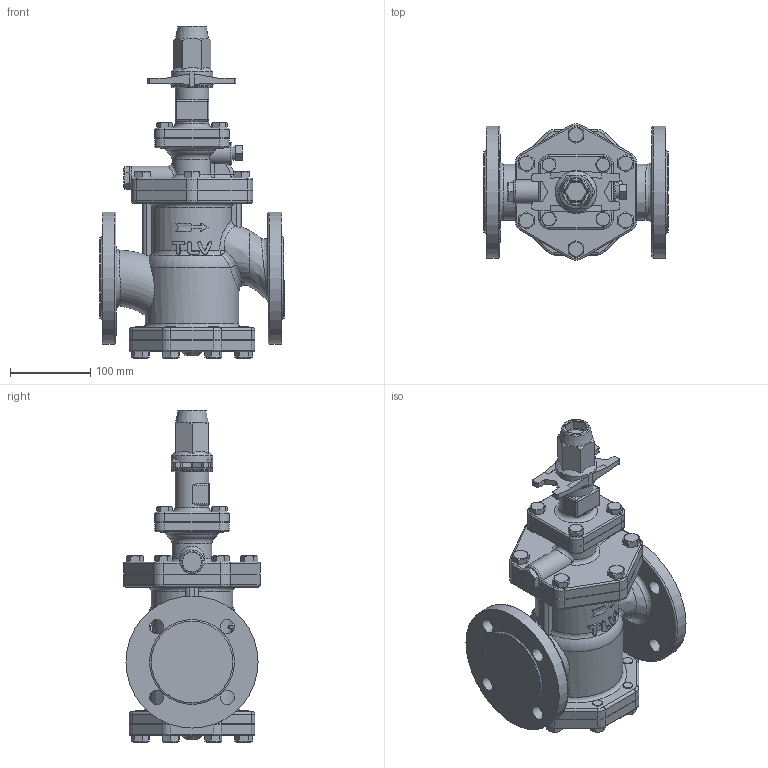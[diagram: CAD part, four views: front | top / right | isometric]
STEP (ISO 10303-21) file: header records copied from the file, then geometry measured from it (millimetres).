
FILE_DESCRIPTION(/* description */ (''),/* implementation_level */ '2;1');
FILE_NAME(/* name */ 'csr16-050-e0040-00.stp',/* time_stamp */ '2018-02-07T15:21:43+09:00',/* author */ ('nakaot'),/* organization */ (''),/* preprocessor_version */ 'ST-DEVELOPER v15.6',/* originating_system */ 'Autodesk Inventor 2015',/* authorisation */ '');
FILE_SCHEMA (('CONFIG_CONTROL_DESIGN'));
Length unit declared in the file: millimetre
Products named in the file (1): csr16-050-e0040-00
Bounding box: 230 x 171.16 x 415 mm (x, y, z)
Volume: 4361483.7 mm3; surface area: 389703.3 mm2
Topology: 1 solids, 1 shells, 696 faces, 1732 edges, 1106 vertices
Faces by surface type: plane 324, cylinder 206, torus 64, bspline 57, cone 39, sphere 6
Full cylindrical faces by diameter (mm): 10 x8, 12 x32, 14 x14, 18 x8, 28 x1, 42 x1, 50 x1, 52 x1, 100 x1, 102 x2, 117 x1, 120 x1, 165 x2
Entity records: 30965 total; most frequent: CARTESIAN_POINT 15532, ORIENTED_EDGE 3158, DIRECTION 3045, EDGE_CURVE 1579, AXIS2_PLACEMENT_3D 1178, VERTEX_POINT 1069, EDGE_LOOP 934, FACE_OUTER_BOUND 696
